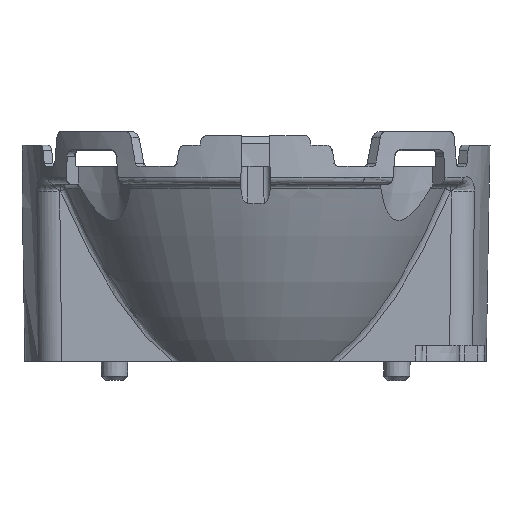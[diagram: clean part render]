
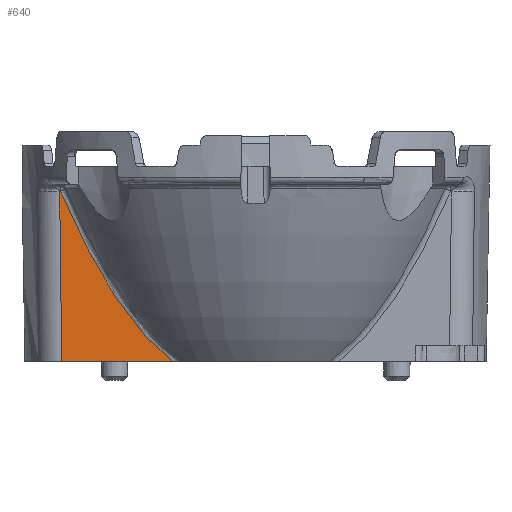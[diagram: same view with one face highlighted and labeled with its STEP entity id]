
A CAD part, top view. The second image highlights one B-rep face of the part: STEP entity #640.
In plain terms, the highlighted planar face has unit normal (0, -0.018, 1).
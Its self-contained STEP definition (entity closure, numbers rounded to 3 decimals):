
#640=ADVANCED_FACE('',(#1843),#1844,.F.);
#1843=FACE_OUTER_BOUND('',#3640,.T.);
#1844=PLANE('',#3641);
#3640=EDGE_LOOP('',(#10838,#10839,#10840,#10841));
#3641=AXIS2_PLACEMENT_3D('',#10842,#10843,#10844);
#10838=ORIENTED_EDGE('',*,*,#16433,.F.);
#10839=ORIENTED_EDGE('',*,*,#16434,.T.);
#10840=ORIENTED_EDGE('',*,*,#16435,.T.);
#10841=ORIENTED_EDGE('',*,*,#16429,.T.);
#10842=CARTESIAN_POINT('',(-2.629,2.0,7.));
#10843=DIRECTION('',(0.0,0.017,-1.));
#10844=DIRECTION('',(-1.0,0.0,0.0));
#16429=EDGE_CURVE('',#18790,#18791,#18792,.T.);
#16433=EDGE_CURVE('',#18796,#18791,#18797,.T.);
#16434=EDGE_CURVE('',#18796,#18798,#18799,.T.);
#16435=EDGE_CURVE('',#18798,#18790,#18800,.T.);
#18790=VERTEX_POINT('',#22773);
#18791=VERTEX_POINT('',#22774);
#18792=B_SPLINE_CURVE_WITH_KNOTS('',1,(#22775,#22776),.UNSPECIFIED.,.F.,.F.,(2,2),(0.0,1.0),.UNSPECIFIED.);
#18796=VERTEX_POINT('',#22793);
#18797=LINE('',#22794,#22795);
#18798=VERTEX_POINT('',#22796);
#18799=B_SPLINE_CURVE_WITH_KNOTS('',3,(#22797,#22798,#22799,#22800,#22801,#22802,#22803,#22804,#22805,#22806,#22807,#22808),.UNSPECIFIED.,.F.,.F.,(4,1,1,1,1,1,1,1,1,4),(0.0,0.111,0.222,0.333,0.444,0.556,0.667,0.778,0.889,1.0),.UNSPECIFIED.);
#18800=B_SPLINE_CURVE_WITH_KNOTS('',1,(#22809,#22810),.UNSPECIFIED.,.F.,.F.,(2,2),(0.0,1.0),.UNSPECIFIED.);
#22773=CARTESIAN_POINT('',(-14.408,12.269,7.179));
#22774=CARTESIAN_POINT('',(-14.255,-0.25,6.961));
#22775=CARTESIAN_POINT('',(-14.408,12.269,7.179));
#22776=CARTESIAN_POINT('',(-14.255,-0.25,6.961));
#22793=CARTESIAN_POINT('',(-6.13,-0.25,6.961));
#22794=CARTESIAN_POINT('',(-6.13,-0.25,6.961));
#22795=VECTOR('',#31053,1.0);
#22796=CARTESIAN_POINT('',(-14.351,12.269,7.179));
#22797=CARTESIAN_POINT('',(-6.13,-0.25,6.961));
#22798=CARTESIAN_POINT('',(-6.38,-0.053,6.964));
#22799=CARTESIAN_POINT('',(-6.898,0.385,6.972));
#22800=CARTESIAN_POINT('',(-7.706,1.17,6.986));
#22801=CARTESIAN_POINT('',(-8.568,2.127,7.002));
#22802=CARTESIAN_POINT('',(-9.481,3.279,7.022));
#22803=CARTESIAN_POINT('',(-10.426,4.634,7.046));
#22804=CARTESIAN_POINT('',(-11.368,6.163,7.073));
#22805=CARTESIAN_POINT('',(-12.31,7.882,7.103));
#22806=CARTESIAN_POINT('',(-13.297,9.895,7.138));
#22807=CARTESIAN_POINT('',(-13.991,11.445,7.165));
#22808=CARTESIAN_POINT('',(-14.351,12.269,7.179));
#22809=CARTESIAN_POINT('',(-14.351,12.269,7.179));
#22810=CARTESIAN_POINT('',(-14.408,12.269,7.179));
#31053=DIRECTION('',(-1.,0.,0.));
